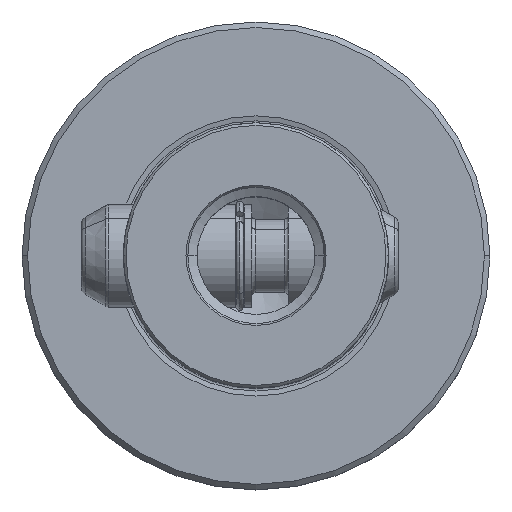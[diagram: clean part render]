
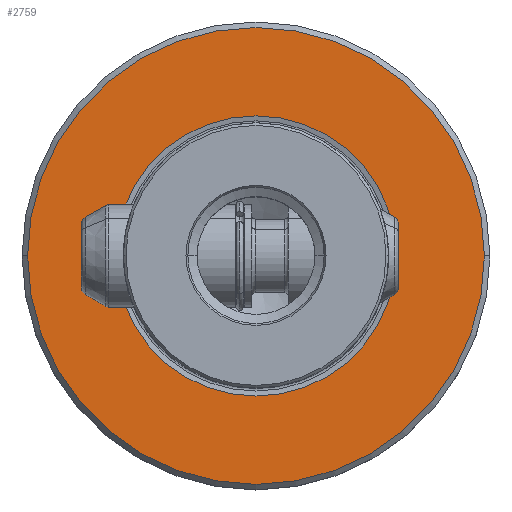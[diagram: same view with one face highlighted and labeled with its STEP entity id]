
A CAD part, top view. The second image highlights one B-rep face of the part: STEP entity #2759.
In plain terms, the highlighted planar face has unit normal (0, 0, 1).
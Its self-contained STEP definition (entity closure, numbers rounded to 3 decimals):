
#2443=VERTEX_POINT('NONE',#6157);
#2731=VERTEX_POINT('NONE',#6475);
#2759=ADVANCED_FACE('NONE',(#6505,#6506),#6507,.T.);
#3049=EDGE_CURVE('NONE',#2443,#3133,#6839,.F.);
#3133=VERTEX_POINT('NONE',#6930);
#3181=EDGE_CURVE('NONE',#2731,#5455,#6984,.T.);
#3377=EDGE_CURVE('NONE',#5455,#2731,#7208,.T.);
#4991=EDGE_CURVE('NONE',#3133,#2443,#8995,.T.);
#5455=VERTEX_POINT('NONE',#9499);
#6157=CARTESIAN_POINT('',(-19.012,0.,0.0));
#6475=CARTESIAN_POINT('',(-31.0,0.,0.0));
#6505=FACE_OUTER_BOUND('',#20058,.T.);
#6506=FACE_BOUND('',#20059,.T.);
#6507=PLANE('',#20060);
#6839=CIRCLE('',#22104,19.012);
#6930=CARTESIAN_POINT('',(19.012,0.,0.0));
#6984=CIRCLE('',#22348,31.0);
#7208=CIRCLE('',#28126,31.0);
#8995=CIRCLE('',#53195,19.012);
#9499=CARTESIAN_POINT('',(31.0,0.,0.0));
#20058=EDGE_LOOP('',(#70204,#70205));
#20059=EDGE_LOOP('',(#70206,#70207));
#20060=AXIS2_PLACEMENT_3D('',#70208,#70209,#70210);
#22104=AXIS2_PLACEMENT_3D('',#70651,#70652,#70653);
#22348=AXIS2_PLACEMENT_3D('',#70814,#70815,#70816);
#28126=AXIS2_PLACEMENT_3D('',#71129,#71130,#71131);
#53195=AXIS2_PLACEMENT_3D('',#73265,#73266,#73267);
#70204=ORIENTED_EDGE('',*,*,#3181,.F.);
#70205=ORIENTED_EDGE('',*,*,#3377,.F.);
#70206=ORIENTED_EDGE('',*,*,#4991,.F.);
#70207=ORIENTED_EDGE('',*,*,#3049,.F.);
#70208=CARTESIAN_POINT('',(-18.0,0.0,0.0));
#70209=DIRECTION('',(-0.0,0.0,1.0));
#70210=DIRECTION('',(0.0,1.0,0.0));
#70651=CARTESIAN_POINT('',(0.0,0.0,0.0));
#70652=DIRECTION('',(0.0,0.0,-1.0));
#70653=DIRECTION('',(1.0,0.,0.0));
#70814=CARTESIAN_POINT('',(0.0,0.0,0.0));
#70815=DIRECTION('',(0.0,0.0,-1.0));
#70816=DIRECTION('',(-1.0,0.,0.0));
#71129=CARTESIAN_POINT('',(0.0,0.0,0.0));
#71130=DIRECTION('',(0.0,0.0,-1.0));
#71131=DIRECTION('',(-1.0,0.,0.0));
#73265=CARTESIAN_POINT('',(0.0,0.0,0.0));
#73266=DIRECTION('',(-0.0,0.0,1.0));
#73267=DIRECTION('',(1.0,0.,0.0));
